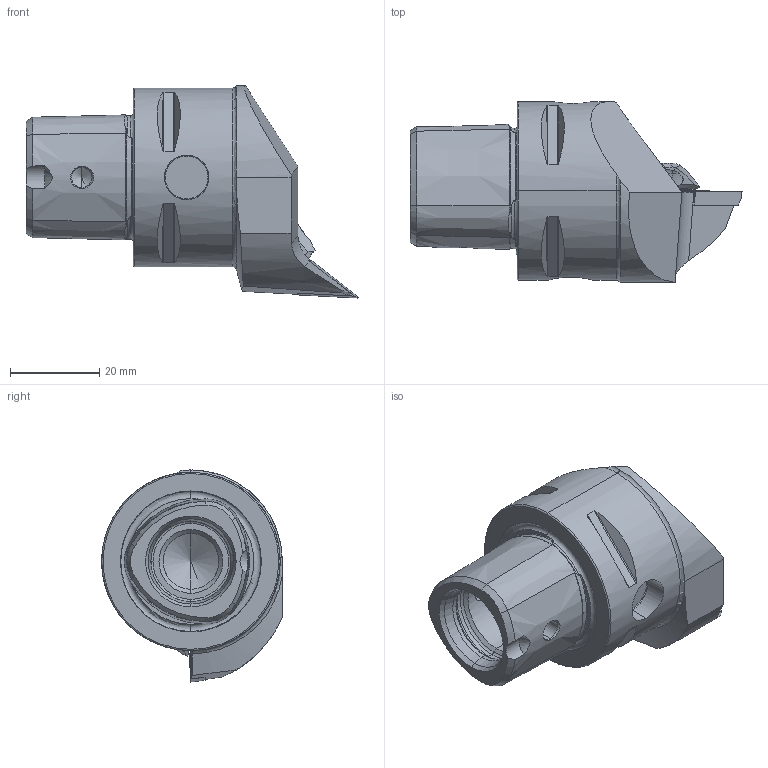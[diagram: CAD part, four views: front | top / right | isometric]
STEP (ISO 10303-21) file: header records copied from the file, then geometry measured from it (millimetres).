
FILE_DESCRIPTION (( 'STEP AP214' ), '1' );
FILE_NAME ('PS4.KVG.RJA.050-HP.STEP', '2025-04-29T12:30:27', ( '' ), ( '' ), 'SwSTEP 2.0', 'SolidWorks 2022', '' );
FILE_SCHEMA (( 'AUTOMOTIVE_DESIGN' ));
Length unit declared in the file: millimetre
Products named in the file (11): DIN 7991 - M5x18; DIN 3771 - 13x1; CHP-ER1.008.011_A; CHP-PCX.000.022_Düse; DIN 3771 - 6.5x1.5; ISO 8752 2x8; PS4.KVG.RJA.050-HP; WCA-ER2.001.007_A; VCGT130302; PS4-KVG.RJA.050-HP_B; CHP-PCX.000.022_B
Assembly tree (10 placements, depth 3):
  PS4.KVG.RJA.050-HP
    PS4-KVG.RJA.050-HP_B
    CHP-PCX.000.022_Düse
      CHP-PCX.000.022_B
      DIN 3771 - 13x1
      DIN 3771 - 6.5x1.5
      DIN 7991 - M5x18
    CHP-ER1.008.011_A
    WCA-ER2.001.007_A
    ISO 8752 2x8
    VCGT130302
Bounding box: 74.42 x 40.5 x 47.53 mm (x, y, z)
Volume: 43829.9 mm3; surface area: 15367 mm2
Topology: 9 solids, 9 shells, 491 faces, 1217 edges, 733 vertices
Faces by surface type: cylinder 134, cone 121, plane 107, torus 77, bspline 50, sphere 2
Entity records: 18757 total; most frequent: CARTESIAN_POINT 7260, ORIENTED_EDGE 2386, DIRECTION 2178, EDGE_CURVE 1193, AXIS2_PLACEMENT_3D 891, VERTEX_POINT 733, EDGE_LOOP 524, ADVANCED_FACE 491
